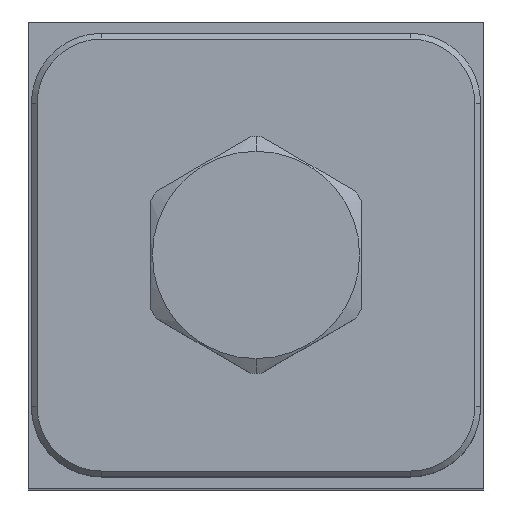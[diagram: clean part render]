
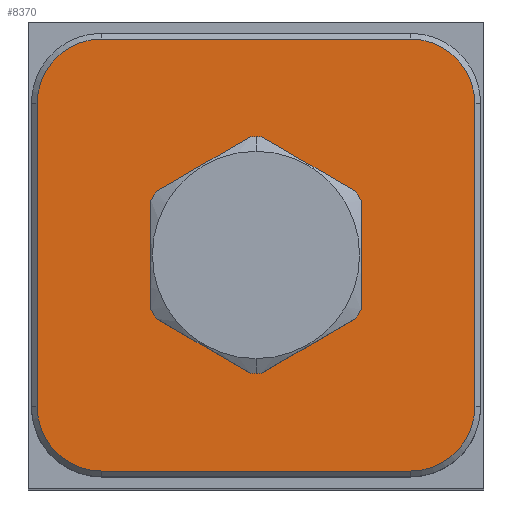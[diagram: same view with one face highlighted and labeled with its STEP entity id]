
A CAD part, top view. The second image highlights one B-rep face of the part: STEP entity #8370.
In plain terms, the highlighted planar face has unit normal (0, 0, 1).
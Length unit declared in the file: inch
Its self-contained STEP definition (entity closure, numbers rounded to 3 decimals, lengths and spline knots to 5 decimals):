
#4816=CARTESIAN_POINT('',(1.219,-1.25,4.406));
#4817=DIRECTION('',(0.,0.,-1.));
#4818=DIRECTION('',(-1.,0.,0.));
#4819=AXIS2_PLACEMENT_3D('',#4816,#4817,#4818);
#4821=CARTESIAN_POINT('',(1.219,-1.25,4.406));
#4822=DIRECTION('',(0.,0.,-1.));
#4823=DIRECTION('',(1.,0.,0.));
#4824=AXIS2_PLACEMENT_3D('',#4821,#4822,#4823);
#4826=CARTESIAN_POINT('',(2.047,-2.062,4.406));
#4827=DIRECTION('',(0.,0.,-1.));
#4828=DIRECTION('',(1.,0.,0.));
#4829=AXIS2_PLACEMENT_3D('',#4826,#4827,#4828);
#4840=DIRECTION('',(0.,-1.,0.));
#4841=VECTOR('',#4840,1.625);
#4842=CARTESIAN_POINT('',(2.391,-0.437,4.406));
#4843=LINE('',#4842,#4841);
#4852=CARTESIAN_POINT('',(2.047,-0.437,4.406));
#4853=DIRECTION('',(0.,0.,-1.));
#4854=DIRECTION('',(0.,1.,0.));
#4855=AXIS2_PLACEMENT_3D('',#4852,#4853,#4854);
#4866=DIRECTION('',(1.,0.,0.));
#4867=VECTOR('',#4866,1.656);
#4868=CARTESIAN_POINT('',(0.391,-0.093,4.406));
#4869=LINE('',#4868,#4867);
#4878=CARTESIAN_POINT('',(0.391,-0.437,4.406));
#4879=DIRECTION('',(0.,0.,-1.));
#4880=DIRECTION('',(-1.,0.,0.));
#4881=AXIS2_PLACEMENT_3D('',#4878,#4879,#4880);
#4892=DIRECTION('',(0.,1.,0.));
#4893=VECTOR('',#4892,1.625);
#4894=CARTESIAN_POINT('',(0.047,-2.062,4.406));
#4895=LINE('',#4894,#4893);
#4900=CARTESIAN_POINT('',(0.391,-2.062,4.406));
#4901=DIRECTION('',(0.,0.,-1.));
#4902=DIRECTION('',(0.,-1.,0.));
#4903=AXIS2_PLACEMENT_3D('',#4900,#4901,#4902);
#4918=DIRECTION('',(-1.,0.,0.));
#4919=VECTOR('',#4918,1.656);
#4920=CARTESIAN_POINT('',(2.047,-2.406,4.406));
#4921=LINE('',#4920,#4919);
#6441=CARTESIAN_POINT('',(0.047,-2.062,4.406));
#6442=CARTESIAN_POINT('',(0.047,-0.437,4.406));
#6443=VERTEX_POINT('',#6441);
#6444=VERTEX_POINT('',#6442);
#6449=CARTESIAN_POINT('',(0.391,-0.093,4.406));
#6450=VERTEX_POINT('',#6449);
#6453=CARTESIAN_POINT('',(2.047,-0.093,4.406));
#6454=VERTEX_POINT('',#6453);
#6457=CARTESIAN_POINT('',(2.391,-0.437,4.406));
#6458=VERTEX_POINT('',#6457);
#6461=CARTESIAN_POINT('',(2.391,-2.062,4.406));
#6462=VERTEX_POINT('',#6461);
#6465=CARTESIAN_POINT('',(2.047,-2.406,4.406));
#6466=VERTEX_POINT('',#6465);
#6469=CARTESIAN_POINT('',(0.391,-2.406,4.406));
#6470=VERTEX_POINT('',#6469);
#6513=CARTESIAN_POINT('',(0.679,-1.25,4.406));
#6514=CARTESIAN_POINT('',(1.759,-1.25,4.406));
#6515=VERTEX_POINT('',#6513);
#6516=VERTEX_POINT('',#6514);
#8342=CARTESIAN_POINT('',(0.,0.,4.406));
#8343=DIRECTION('',(0.,0.,1.));
#8344=DIRECTION('',(1.,0.,0.));
#8345=AXIS2_PLACEMENT_3D('',#8342,#8343,#8344);
#8346=PLANE('',#8345);
#8348=ORIENTED_EDGE('',*,*,#8347,.T.);
#8350=ORIENTED_EDGE('',*,*,#8349,.T.);
#8352=ORIENTED_EDGE('',*,*,#8351,.T.);
#8354=ORIENTED_EDGE('',*,*,#8353,.T.);
#8356=ORIENTED_EDGE('',*,*,#8355,.T.);
#8358=ORIENTED_EDGE('',*,*,#8357,.T.);
#8360=ORIENTED_EDGE('',*,*,#8359,.T.);
#8362=ORIENTED_EDGE('',*,*,#8361,.T.);
#8363=EDGE_LOOP('',(#8348,#8350,#8352,#8354,#8356,#8358,#8360,#8362));
#8364=FACE_OUTER_BOUND('',#8363,.F.);
#8366=ORIENTED_EDGE('',*,*,#8365,.F.);
#8367=ORIENTED_EDGE('',*,*,#8332,.F.);
#8368=EDGE_LOOP('',(#8366,#8367));
#8369=FACE_BOUND('',#8368,.F.);
#8370=ADVANCED_FACE('',(#8364,#8369),#8346,.T.);
#4820=CIRCLE('',#4819,0.54);
#4825=CIRCLE('',#4824,0.54);
#4830=CIRCLE('',#4829,0.344);
#4856=CIRCLE('',#4855,0.344);
#4882=CIRCLE('',#4881,0.344);
#4904=CIRCLE('',#4903,0.344);
#8332=EDGE_CURVE('',#6516,#6515,#4825,.T.);
#8347=EDGE_CURVE('',#6462,#6466,#4830,.T.);
#8349=EDGE_CURVE('',#6466,#6470,#4921,.T.);
#8351=EDGE_CURVE('',#6470,#6443,#4904,.T.);
#8353=EDGE_CURVE('',#6443,#6444,#4895,.T.);
#8355=EDGE_CURVE('',#6444,#6450,#4882,.T.);
#8357=EDGE_CURVE('',#6450,#6454,#4869,.T.);
#8359=EDGE_CURVE('',#6454,#6458,#4856,.T.);
#8361=EDGE_CURVE('',#6458,#6462,#4843,.T.);
#8365=EDGE_CURVE('',#6515,#6516,#4820,.T.);
